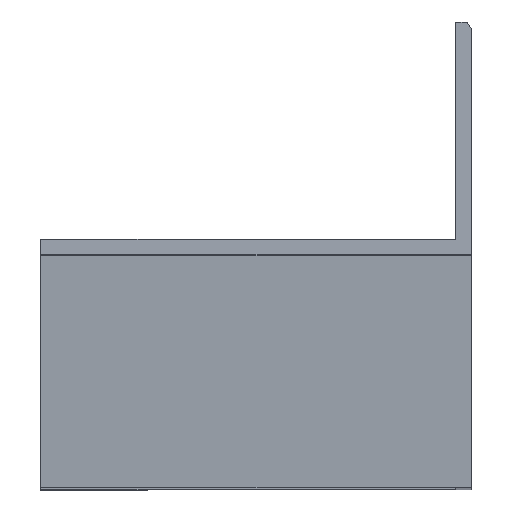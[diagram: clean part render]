
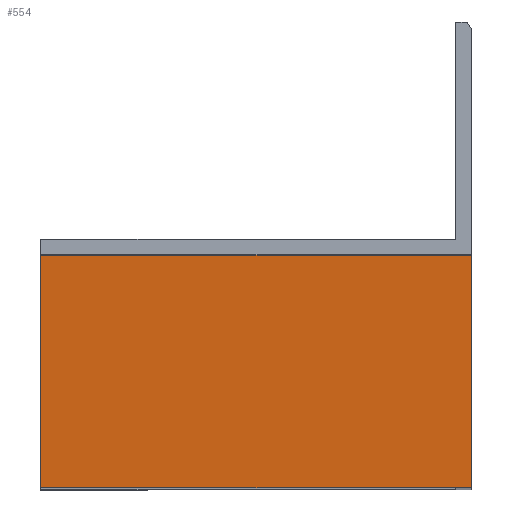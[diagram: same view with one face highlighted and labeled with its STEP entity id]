
A CAD part, top view. The second image highlights one B-rep face of the part: STEP entity #554.
In plain terms, the highlighted planar face has unit normal (0, -0.07, 0.998).
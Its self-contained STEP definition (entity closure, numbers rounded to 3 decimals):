
#16 = VERTEX_POINT ( 'NONE', #282 ) ;
#18 = VERTEX_POINT ( 'NONE', #489 ) ;
#30 = EDGE_LOOP ( 'NONE', ( #184, #526, #477, #326 ) ) ;
#63 = DIRECTION ( 'NONE',  ( -1., 0., 0. ) ) ;
#67 = FACE_OUTER_BOUND ( 'NONE', #30, .T. ) ;
#76 = DIRECTION ( 'NONE',  ( 0., 0.998, 0.07 ) ) ;
#85 = VECTOR ( 'NONE', #76, 1000. ) ;
#89 = LINE ( 'NONE', #306, #85 ) ;
#101 = CARTESIAN_POINT ( 'NONE',  ( 0., -84.7, 87.098 ) ) ;
#107 = CARTESIAN_POINT ( 'NONE',  ( 53.5, -114.7, 85. ) ) ;
#135 = LINE ( 'NONE', #255, #141 ) ;
#141 = VECTOR ( 'NONE', #522, 1000. ) ;
#172 = VERTEX_POINT ( 'NONE', #181 ) ;
#174 = VECTOR ( 'NONE', #317, 1000. ) ;
#175 = LINE ( 'NONE', #540, #174 ) ;
#181 = CARTESIAN_POINT ( 'NONE',  ( 55.5, -84.7, 87.098 ) ) ;
#184 = ORIENTED_EDGE ( 'NONE', *, *, #460, .T. ) ;
#198 = DIRECTION ( 'NONE',  ( 0., -0.998, -0.07 ) ) ;
#255 = CARTESIAN_POINT ( 'NONE',  ( 55.5, -114.7, 85. ) ) ;
#282 = CARTESIAN_POINT ( 'NONE',  ( 55.5, -114.7, 85. ) ) ;
#295 = VECTOR ( 'NONE', #63, 1000. ) ;
#299 = AXIS2_PLACEMENT_3D ( 'NONE', #388, #482, #198 ) ;
#305 = LINE ( 'NONE', #107, #295 ) ;
#306 = CARTESIAN_POINT ( 'NONE',  ( 0., -114.7, 85. ) ) ;
#317 = DIRECTION ( 'NONE',  ( -1., 0., 0. ) ) ;
#326 = ORIENTED_EDGE ( 'NONE', *, *, #487, .T. ) ;
#330 = EDGE_CURVE ( 'NONE', #16, #18, #305, .T. ) ;
#388 = CARTESIAN_POINT ( 'NONE',  ( 53.5, -114.7, 85. ) ) ;
#434 = PLANE ( 'NONE',  #299 ) ;
#460 = EDGE_CURVE ( 'NONE', #172, #471, #175, .T. ) ;
#471 = VERTEX_POINT ( 'NONE', #101 ) ;
#477 = ORIENTED_EDGE ( 'NONE', *, *, #330, .F. ) ;
#482 = DIRECTION ( 'NONE',  ( 0., -0.07, 0.998 ) ) ;
#487 = EDGE_CURVE ( 'NONE', #16, #172, #135, .T. ) ;
#489 = CARTESIAN_POINT ( 'NONE',  ( 0., -114.7, 85. ) ) ;
#522 = DIRECTION ( 'NONE',  ( 0., 0.998, 0.07 ) ) ;
#526 = ORIENTED_EDGE ( 'NONE', *, *, #543, .F. ) ;
#540 = CARTESIAN_POINT ( 'NONE',  ( 53.5, -84.7, 87.098 ) ) ;
#543 = EDGE_CURVE ( 'NONE', #18, #471, #89, .T. ) ;
#554 = ADVANCED_FACE ( 'NONE', ( #67 ), #434, .T. ) ;
